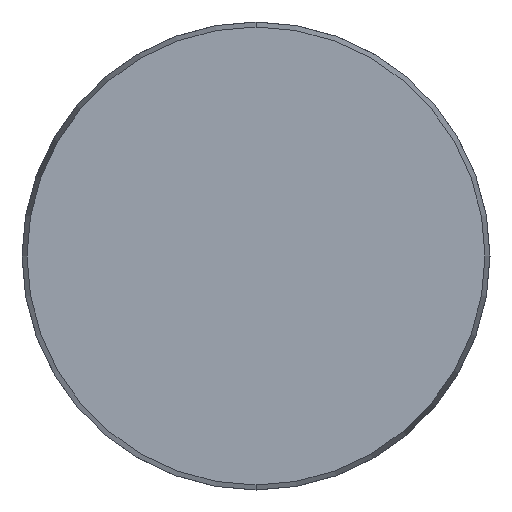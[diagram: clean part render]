
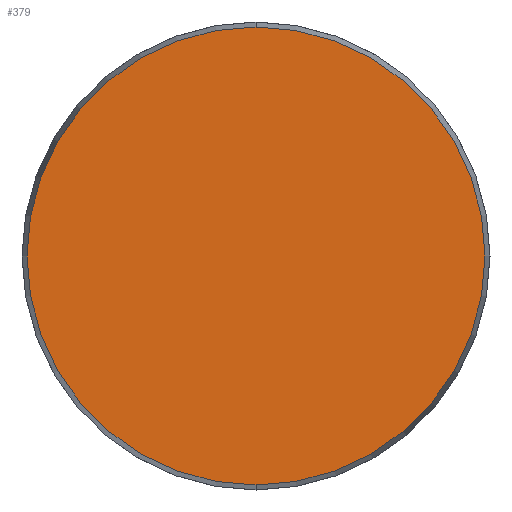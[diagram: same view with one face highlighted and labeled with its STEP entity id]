
A CAD part, front view. The second image highlights one B-rep face of the part: STEP entity #379.
In plain terms, the highlighted planar face has unit normal (0, -1, 0).
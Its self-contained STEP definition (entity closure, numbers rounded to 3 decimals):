
#6 = AXIS2_PLACEMENT_3D ( 'NONE', #916, #430, #835 ) ;
#100 = CARTESIAN_POINT ( 'NONE',  ( 0., 0., 0. ) ) ;
#265 = PLANE ( 'NONE',  #6 ) ;
#308 = CARTESIAN_POINT ( 'NONE',  ( 0., 0., 0. ) ) ;
#309 = EDGE_CURVE ( 'NONE', #817, #998, #320, .T. ) ;
#320 = CIRCLE ( 'NONE', #1006, 39.143 ) ;
#379 = ADVANCED_FACE ( 'NONE', ( #594 ), #265, .F. ) ;
#396 = ORIENTED_EDGE ( 'NONE', *, *, #701, .T. ) ;
#424 = DIRECTION ( 'NONE',  ( 0., -1., 0. ) ) ;
#430 = DIRECTION ( 'NONE',  ( 0., 1., 0. ) ) ;
#594 = FACE_OUTER_BOUND ( 'NONE', #747, .T. ) ;
#635 = DIRECTION ( 'NONE',  ( 0., -1., 0. ) ) ;
#679 = DIRECTION ( 'NONE',  ( 0., 0., -1. ) ) ;
#701 = EDGE_CURVE ( 'NONE', #998, #817, #712, .T. ) ;
#712 = CIRCLE ( 'NONE', #890, 39.143 ) ;
#718 = DIRECTION ( 'NONE',  ( 0., 0., -1. ) ) ;
#747 = EDGE_LOOP ( 'NONE', ( #396, #854 ) ) ;
#817 = VERTEX_POINT ( 'NONE', #898 ) ;
#835 = DIRECTION ( 'NONE',  ( 0., 0., 1. ) ) ;
#854 = ORIENTED_EDGE ( 'NONE', *, *, #309, .T. ) ;
#890 = AXIS2_PLACEMENT_3D ( 'NONE', #308, #635, #718 ) ;
#898 = CARTESIAN_POINT ( 'NONE',  ( 0., 0., -39.143 ) ) ;
#916 = CARTESIAN_POINT ( 'NONE',  ( -39.143, 0., 0. ) ) ;
#998 = VERTEX_POINT ( 'NONE', #1020 ) ;
#1006 = AXIS2_PLACEMENT_3D ( 'NONE', #100, #424, #679 ) ;
#1020 = CARTESIAN_POINT ( 'NONE',  ( 0., 0., 39.143 ) ) ;
